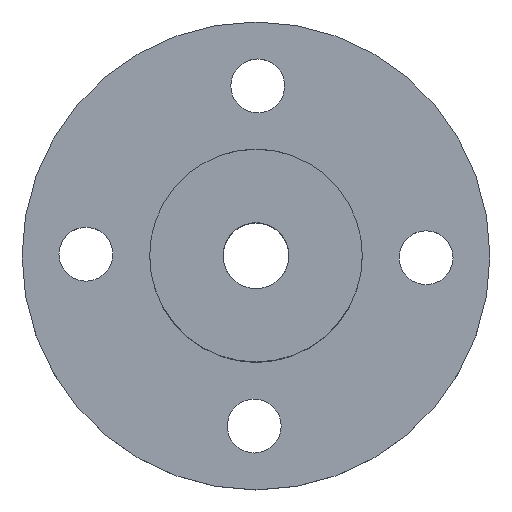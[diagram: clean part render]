
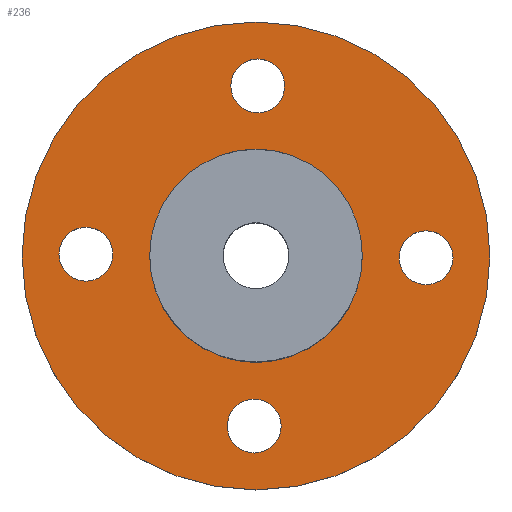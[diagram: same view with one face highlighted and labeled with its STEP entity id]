
A CAD part, top view. The second image highlights one B-rep face of the part: STEP entity #236.
In plain terms, the highlighted planar face has unit normal (0, 0, 1).
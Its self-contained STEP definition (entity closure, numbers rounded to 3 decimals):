
#16=PLANE('',#276);
#23=FACE_BOUND('',#67,.T.);
#24=FACE_BOUND('',#68,.T.);
#25=FACE_BOUND('',#69,.T.);
#26=FACE_BOUND('',#70,.T.);
#27=FACE_BOUND('',#71,.T.);
#49=FACE_OUTER_BOUND('',#66,.T.);
#66=EDGE_LOOP('',(#205));
#67=EDGE_LOOP('',(#206));
#68=EDGE_LOOP('',(#207));
#69=EDGE_LOOP('',(#208));
#70=EDGE_LOOP('',(#209));
#71=EDGE_LOOP('',(#210));
#98=CIRCLE('',#258,1.265);
#100=CIRCLE('',#261,1.265);
#102=CIRCLE('',#264,1.265);
#104=CIRCLE('',#267,1.265);
#107=CIRCLE('',#271,5.);
#108=CIRCLE('',#274,11.);
#118=VERTEX_POINT('',#515);
#120=VERTEX_POINT('',#521);
#122=VERTEX_POINT('',#527);
#124=VERTEX_POINT('',#533);
#127=VERTEX_POINT('',#541);
#128=VERTEX_POINT('',#546);
#141=EDGE_CURVE('',#118,#118,#98,.T.);
#144=EDGE_CURVE('',#120,#120,#100,.T.);
#147=EDGE_CURVE('',#122,#122,#102,.T.);
#150=EDGE_CURVE('',#124,#124,#104,.T.);
#155=EDGE_CURVE('',#127,#127,#107,.T.);
#156=EDGE_CURVE('',#128,#128,#108,.T.);
#205=ORIENTED_EDGE('',*,*,#156,.T.);
#206=ORIENTED_EDGE('',*,*,#141,.T.);
#207=ORIENTED_EDGE('',*,*,#144,.T.);
#208=ORIENTED_EDGE('',*,*,#147,.T.);
#209=ORIENTED_EDGE('',*,*,#150,.T.);
#210=ORIENTED_EDGE('',*,*,#155,.T.);
#236=ADVANCED_FACE('',(#49,#23,#24,#25,#26,#27),#16,.T.);
#258=AXIS2_PLACEMENT_3D('',#516,#295,#296);
#261=AXIS2_PLACEMENT_3D('',#522,#302,#303);
#264=AXIS2_PLACEMENT_3D('',#528,#309,#310);
#267=AXIS2_PLACEMENT_3D('',#534,#316,#317);
#271=AXIS2_PLACEMENT_3D('',#543,#326,#327);
#274=AXIS2_PLACEMENT_3D('',#547,#332,#333);
#276=AXIS2_PLACEMENT_3D('',#551,#337,#338);
#295=DIRECTION('center_axis',(0.,0.,-1.));
#296=DIRECTION('ref_axis',(-1.,0.,0.));
#302=DIRECTION('center_axis',(0.,0.,-1.));
#303=DIRECTION('ref_axis',(-1.,0.,0.));
#309=DIRECTION('center_axis',(0.,0.,-1.));
#310=DIRECTION('ref_axis',(-1.,0.,0.));
#316=DIRECTION('center_axis',(0.,0.,-1.));
#317=DIRECTION('ref_axis',(-1.,0.,0.));
#326=DIRECTION('center_axis',(0.,0.,-1.));
#327=DIRECTION('ref_axis',(-1.,0.,0.));
#332=DIRECTION('center_axis',(0.,0.,1.));
#333=DIRECTION('ref_axis',(1.,0.,0.));
#337=DIRECTION('center_axis',(0.,0.,1.));
#338=DIRECTION('ref_axis',(1.,0.,0.));
#515=CARTESIAN_POINT('',(9.264,-0.082,2.));
#516=CARTESIAN_POINT('Origin',(8.,-0.082,2.));
#521=CARTESIAN_POINT('',(-6.735,0.082,2.));
#522=CARTESIAN_POINT('Origin',(-8.,0.082,2.));
#527=CARTESIAN_POINT('',(1.182,-8.,2.));
#528=CARTESIAN_POINT('Origin',(-0.082,-8.,2.));
#533=CARTESIAN_POINT('',(1.347,8.,2.));
#534=CARTESIAN_POINT('Origin',(0.082,8.,2.));
#541=CARTESIAN_POINT('',(5.,0.,2.));
#543=CARTESIAN_POINT('Origin',(0.,0.,2.));
#546=CARTESIAN_POINT('',(-11.,0.,2.));
#547=CARTESIAN_POINT('Origin',(0.,0.,2.));
#551=CARTESIAN_POINT('Origin',(0.,0.,2.));
